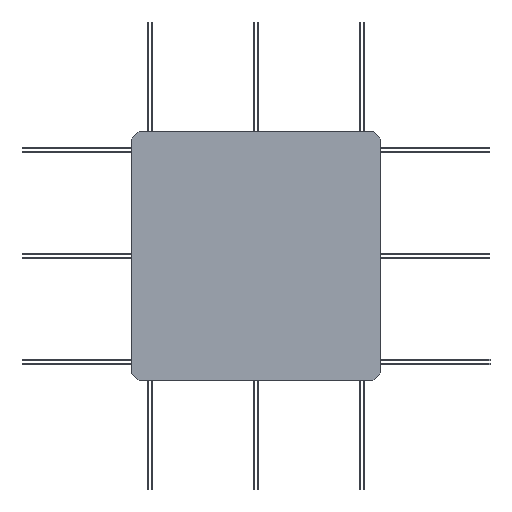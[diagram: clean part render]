
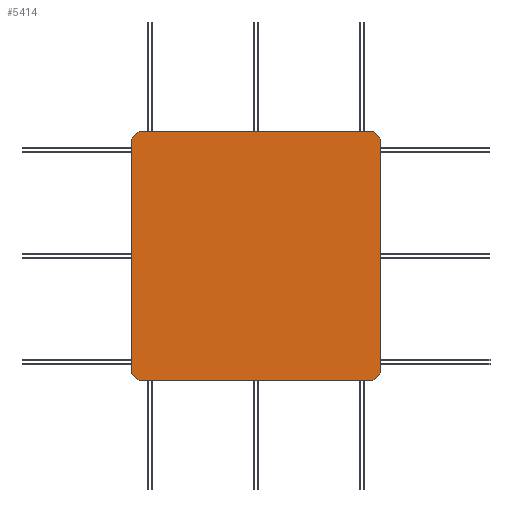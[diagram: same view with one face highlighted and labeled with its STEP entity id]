
A CAD part, front view. The second image highlights one B-rep face of the part: STEP entity #5414.
In plain terms, the highlighted planar face has unit normal (0, -1, 0).
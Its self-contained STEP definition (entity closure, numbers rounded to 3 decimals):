
#989 = LINE ( 'NONE', #86364, #90439 ) ;
#1166 = VERTEX_POINT ( 'NONE', #43922 ) ;
#2354 = VERTEX_POINT ( 'NONE', #66087 ) ;
#3167 = ORIENTED_EDGE ( 'NONE', *, *, #75334, .F. ) ;
#5414 = ADVANCED_FACE ( 'NONE', ( #64992 ), #68086, .F. ) ;
#6539 = ORIENTED_EDGE ( 'NONE', *, *, #55462, .T. ) ;
#9975 = ORIENTED_EDGE ( 'NONE', *, *, #18837, .T. ) ;
#10729 = CARTESIAN_POINT ( 'NONE',  ( -17., 0., -17. ) ) ;
#12170 = ORIENTED_EDGE ( 'NONE', *, *, #72908, .T. ) ;
#14693 = VECTOR ( 'NONE', #86310, 1000. ) ;
#15280 = CARTESIAN_POINT ( 'NONE',  ( 0., 0., 0. ) ) ;
#18837 = EDGE_CURVE ( 'NONE', #1166, #2354, #989, .T. ) ;
#19282 = VERTEX_POINT ( 'NONE', #70907 ) ;
#19565 = EDGE_CURVE ( 'NONE', #1166, #72173, #42923, .T. ) ;
#23778 = CARTESIAN_POINT ( 'NONE',  ( -16., 0., -17. ) ) ;
#24212 = VECTOR ( 'NONE', #74210, 1000. ) ;
#25552 = EDGE_CURVE ( 'NONE', #71555, #72173, #84407, .T. ) ;
#26258 = CARTESIAN_POINT ( 'NONE',  ( -17., 0., -16. ) ) ;
#26883 = CARTESIAN_POINT ( 'NONE',  ( -17., 0., 16. ) ) ;
#27835 = LINE ( 'NONE', #33202, #46579 ) ;
#28274 = ORIENTED_EDGE ( 'NONE', *, *, #25552, .T. ) ;
#29095 = DIRECTION ( 'NONE',  ( 1., 0., 0. ) ) ;
#33202 = CARTESIAN_POINT ( 'NONE',  ( 17., 0., 16. ) ) ;
#35645 = LINE ( 'NONE', #85996, #14693 ) ;
#36933 = CARTESIAN_POINT ( 'NONE',  ( -16., 0., 17. ) ) ;
#37075 = ORIENTED_EDGE ( 'NONE', *, *, #40832, .F. ) ;
#40832 = EDGE_CURVE ( 'NONE', #65167, #19282, #41746, .T. ) ;
#41746 = LINE ( 'NONE', #78453, #58305 ) ;
#42923 = LINE ( 'NONE', #10729, #24212 ) ;
#43922 = CARTESIAN_POINT ( 'NONE',  ( 16., 0., -17. ) ) ;
#46579 = VECTOR ( 'NONE', #75434, 1000. ) ;
#47420 = CARTESIAN_POINT ( 'NONE',  ( 17., 0., 16. ) ) ;
#55462 = EDGE_CURVE ( 'NONE', #65167, #68128, #80246, .T. ) ;
#55822 = DIRECTION ( 'NONE',  ( 0., 1., 0. ) ) ;
#56427 = DIRECTION ( 'NONE',  ( 0., 0., -1. ) ) ;
#57138 = EDGE_CURVE ( 'NONE', #71555, #68128, #35645, .T. ) ;
#58219 = DIRECTION ( 'NONE',  ( -0.707, 0., -0.707 ) ) ;
#58305 = VECTOR ( 'NONE', #29095, 1000. ) ;
#59899 = ORIENTED_EDGE ( 'NONE', *, *, #57138, .F. ) ;
#61713 = DIRECTION ( 'NONE',  ( 0.707, 0., -0.707 ) ) ;
#63460 = VECTOR ( 'NONE', #61713, 1000. ) ;
#64992 = FACE_OUTER_BOUND ( 'NONE', #71146, .T. ) ;
#65167 = VERTEX_POINT ( 'NONE', #70678 ) ;
#66087 = CARTESIAN_POINT ( 'NONE',  ( 17., 0., -16. ) ) ;
#67068 = CARTESIAN_POINT ( 'NONE',  ( -17., 0., -16. ) ) ;
#68086 = PLANE ( 'NONE',  #71322 ) ;
#68128 = VERTEX_POINT ( 'NONE', #26883 ) ;
#70328 = VECTOR ( 'NONE', #58219, 1000. ) ;
#70678 = CARTESIAN_POINT ( 'NONE',  ( -16., 0., 17. ) ) ;
#70907 = CARTESIAN_POINT ( 'NONE',  ( 16., 0., 17. ) ) ;
#71146 = EDGE_LOOP ( 'NONE', ( #59899, #28274, #85573, #9975, #3167, #12170, #37075, #6539 ) ) ;
#71237 = LINE ( 'NONE', #84476, #85536 ) ;
#71322 = AXIS2_PLACEMENT_3D ( 'NONE', #15280, #55822, #80324 ) ;
#71555 = VERTEX_POINT ( 'NONE', #67068 ) ;
#72173 = VERTEX_POINT ( 'NONE', #23778 ) ;
#72190 = DIRECTION ( 'NONE',  ( 0.707, 0., 0.707 ) ) ;
#72908 = EDGE_CURVE ( 'NONE', #75741, #19282, #27835, .T. ) ;
#74210 = DIRECTION ( 'NONE',  ( -1., 0., 0. ) ) ;
#75334 = EDGE_CURVE ( 'NONE', #75741, #2354, #71237, .T. ) ;
#75434 = DIRECTION ( 'NONE',  ( -0.707, 0., 0.707 ) ) ;
#75741 = VERTEX_POINT ( 'NONE', #47420 ) ;
#78453 = CARTESIAN_POINT ( 'NONE',  ( -17., 0., 17. ) ) ;
#80246 = LINE ( 'NONE', #36933, #70328 ) ;
#80324 = DIRECTION ( 'NONE',  ( 0., 0., 1. ) ) ;
#84407 = LINE ( 'NONE', #26258, #63460 ) ;
#84476 = CARTESIAN_POINT ( 'NONE',  ( 17., 0., -17. ) ) ;
#85536 = VECTOR ( 'NONE', #56427, 1000. ) ;
#85573 = ORIENTED_EDGE ( 'NONE', *, *, #19565, .F. ) ;
#85996 = CARTESIAN_POINT ( 'NONE',  ( -17., 0., -17. ) ) ;
#86310 = DIRECTION ( 'NONE',  ( 0., 0., 1. ) ) ;
#86364 = CARTESIAN_POINT ( 'NONE',  ( 16., 0., -17. ) ) ;
#90439 = VECTOR ( 'NONE', #72190, 1000. ) ;
